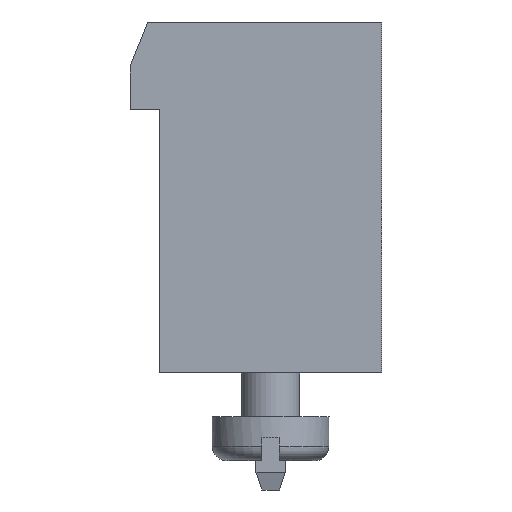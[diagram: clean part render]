
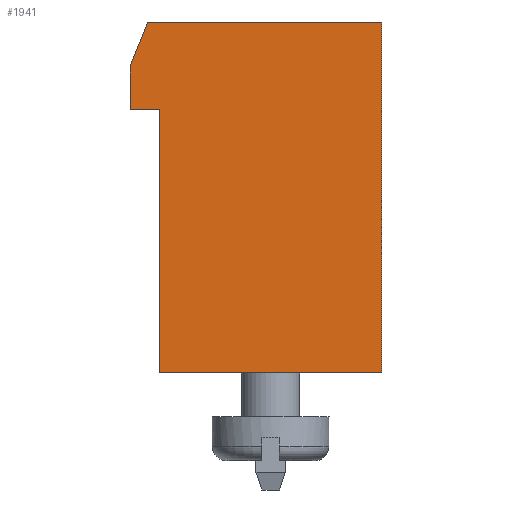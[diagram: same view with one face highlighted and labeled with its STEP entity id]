
A CAD part, left-side view. The second image highlights one B-rep face of the part: STEP entity #1941.
In plain terms, the highlighted planar face has unit normal (-1, 0, 0).
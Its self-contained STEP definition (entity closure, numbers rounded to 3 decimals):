
#22 = VERTEX_POINT('',#23);
#23 = CARTESIAN_POINT('',(-7.5,3.8,9.));
#32 = PLANE('',#33);
#33 = AXIS2_PLACEMENT_3D('',#34,#35,#36);
#34 = CARTESIAN_POINT('',(-7.5,3.8,9.));
#35 = DIRECTION('',(0.,1.,0.));
#36 = DIRECTION('',(0.,0.,-1.));
#44 = PLANE('',#45);
#45 = AXIS2_PLACEMENT_3D('',#46,#47,#48);
#46 = CARTESIAN_POINT('',(-7.5,4.8,9.));
#47 = DIRECTION('',(0.,0.,-1.));
#48 = DIRECTION('',(0.,-1.,0.));
#85 = VERTEX_POINT('',#86);
#86 = CARTESIAN_POINT('',(-7.5,3.8,0.));
#100 = PLANE('',#101);
#101 = AXIS2_PLACEMENT_3D('',#102,#103,#104);
#102 = CARTESIAN_POINT('',(-7.5,3.8,0.));
#103 = DIRECTION('',(0.,0.,-1.));
#104 = DIRECTION('',(0.,-1.,0.));
#112 = EDGE_CURVE('',#22,#85,#113,.T.);
#113 = SURFACE_CURVE('',#114,(#118,#125),.PCURVE_S1.);
#114 = LINE('',#115,#116);
#115 = CARTESIAN_POINT('',(-7.5,3.8,9.));
#116 = VECTOR('',#117,1.);
#117 = DIRECTION('',(0.,0.,-1.));
#118 = PCURVE('',#32,#119);
#119 = DEFINITIONAL_REPRESENTATION('',(#120),#124);
#120 = LINE('',#121,#122);
#121 = CARTESIAN_POINT('',(0.,0.));
#122 = VECTOR('',#123,1.);
#123 = DIRECTION('',(1.,0.));
#124 = ( GEOMETRIC_REPRESENTATION_CONTEXT(2)
PARAMETRIC_REPRESENTATION_CONTEXT() REPRESENTATION_CONTEXT('2D SPACE',''
) );
#125 = PCURVE('',#126,#131);
#126 = PLANE('',#127);
#127 = AXIS2_PLACEMENT_3D('',#128,#129,#130);
#128 = CARTESIAN_POINT('',(-7.5,3.8,0.));
#129 = DIRECTION('',(1.,0.,0.));
#130 = DIRECTION('',(0.,0.,1.));
#131 = DEFINITIONAL_REPRESENTATION('',(#132),#136);
#132 = LINE('',#133,#134);
#133 = CARTESIAN_POINT('',(9.,0.));
#134 = VECTOR('',#135,1.);
#135 = DIRECTION('',(-1.,0.));
#136 = ( GEOMETRIC_REPRESENTATION_CONTEXT(2)
PARAMETRIC_REPRESENTATION_CONTEXT() REPRESENTATION_CONTEXT('2D SPACE',''
) );
#142 = VERTEX_POINT('',#143);
#143 = CARTESIAN_POINT('',(-7.5,4.8,9.));
#159 = PLANE('',#160);
#160 = AXIS2_PLACEMENT_3D('',#161,#162,#163);
#161 = CARTESIAN_POINT('',(-7.5,4.8,10.5));
#162 = DIRECTION('',(0.,1.,0.));
#163 = DIRECTION('',(0.,0.,-1.));
#193 = EDGE_CURVE('',#142,#22,#194,.T.);
#194 = SURFACE_CURVE('',#195,(#199,#206),.PCURVE_S1.);
#195 = LINE('',#196,#197);
#196 = CARTESIAN_POINT('',(-7.5,4.8,9.));
#197 = VECTOR('',#198,1.);
#198 = DIRECTION('',(0.,-1.,0.));
#199 = PCURVE('',#44,#200);
#200 = DEFINITIONAL_REPRESENTATION('',(#201),#205);
#201 = LINE('',#202,#203);
#202 = CARTESIAN_POINT('',(0.,0.));
#203 = VECTOR('',#204,1.);
#204 = DIRECTION('',(1.,0.));
#205 = ( GEOMETRIC_REPRESENTATION_CONTEXT(2)
PARAMETRIC_REPRESENTATION_CONTEXT() REPRESENTATION_CONTEXT('2D SPACE',''
) );
#206 = PCURVE('',#126,#207);
#207 = DEFINITIONAL_REPRESENTATION('',(#208),#212);
#208 = LINE('',#209,#210);
#209 = CARTESIAN_POINT('',(9.,-1.));
#210 = VECTOR('',#211,1.);
#211 = DIRECTION('',(0.,1.));
#212 = ( GEOMETRIC_REPRESENTATION_CONTEXT(2)
PARAMETRIC_REPRESENTATION_CONTEXT() REPRESENTATION_CONTEXT('2D SPACE',''
) );
#242 = VERTEX_POINT('',#243);
#243 = CARTESIAN_POINT('',(-7.5,-3.8,0.));
#257 = PLANE('',#258);
#258 = AXIS2_PLACEMENT_3D('',#259,#260,#261);
#259 = CARTESIAN_POINT('',(-7.5,-3.8,0.));
#260 = DIRECTION('',(0.,-1.,0.));
#261 = DIRECTION('',(0.,0.,1.));
#269 = EDGE_CURVE('',#85,#242,#270,.T.);
#270 = SURFACE_CURVE('',#271,(#275,#282),.PCURVE_S1.);
#271 = LINE('',#272,#273);
#272 = CARTESIAN_POINT('',(-7.5,3.8,0.));
#273 = VECTOR('',#274,1.);
#274 = DIRECTION('',(0.,-1.,0.));
#275 = PCURVE('',#100,#276);
#276 = DEFINITIONAL_REPRESENTATION('',(#277),#281);
#277 = LINE('',#278,#279);
#278 = CARTESIAN_POINT('',(0.,0.));
#279 = VECTOR('',#280,1.);
#280 = DIRECTION('',(1.,0.));
#281 = ( GEOMETRIC_REPRESENTATION_CONTEXT(2)
PARAMETRIC_REPRESENTATION_CONTEXT() REPRESENTATION_CONTEXT('2D SPACE',''
) );
#282 = PCURVE('',#126,#283);
#283 = DEFINITIONAL_REPRESENTATION('',(#284),#288);
#284 = LINE('',#285,#286);
#285 = CARTESIAN_POINT('',(0.,0.));
#286 = VECTOR('',#287,1.);
#287 = DIRECTION('',(0.,1.));
#288 = ( GEOMETRIC_REPRESENTATION_CONTEXT(2)
PARAMETRIC_REPRESENTATION_CONTEXT() REPRESENTATION_CONTEXT('2D SPACE',''
) );
#1941 = ADVANCED_FACE('',(#1942),#126,.F.);
#1942 = FACE_BOUND('',#1943,.T.);
#1943 = EDGE_LOOP('',(#1944,#1945,#1968,#1996,#2024,#2045,#2046));
#1944 = ORIENTED_EDGE('',*,*,#269,.T.);
#1945 = ORIENTED_EDGE('',*,*,#1946,.T.);
#1946 = EDGE_CURVE('',#242,#1947,#1949,.T.);
#1947 = VERTEX_POINT('',#1948);
#1948 = CARTESIAN_POINT('',(-7.5,-3.8,12.));
#1949 = SURFACE_CURVE('',#1950,(#1954,#1961),.PCURVE_S1.);
#1950 = LINE('',#1951,#1952);
#1951 = CARTESIAN_POINT('',(-7.5,-3.8,0.));
#1952 = VECTOR('',#1953,1.);
#1953 = DIRECTION('',(0.,0.,1.));
#1954 = PCURVE('',#126,#1955);
#1955 = DEFINITIONAL_REPRESENTATION('',(#1956),#1960);
#1956 = LINE('',#1957,#1958);
#1957 = CARTESIAN_POINT('',(0.,7.6));
#1958 = VECTOR('',#1959,1.);
#1959 = DIRECTION('',(1.,0.));
#1960 = ( GEOMETRIC_REPRESENTATION_CONTEXT(2)
PARAMETRIC_REPRESENTATION_CONTEXT() REPRESENTATION_CONTEXT('2D SPACE',''
) );
#1961 = PCURVE('',#257,#1962);
#1962 = DEFINITIONAL_REPRESENTATION('',(#1963),#1967);
#1963 = LINE('',#1964,#1965);
#1964 = CARTESIAN_POINT('',(0.,0.));
#1965 = VECTOR('',#1966,1.);
#1966 = DIRECTION('',(1.,0.));
#1967 = ( GEOMETRIC_REPRESENTATION_CONTEXT(2)
PARAMETRIC_REPRESENTATION_CONTEXT() REPRESENTATION_CONTEXT('2D SPACE',''
) );
#1968 = ORIENTED_EDGE('',*,*,#1969,.T.);
#1969 = EDGE_CURVE('',#1947,#1970,#1972,.T.);
#1970 = VERTEX_POINT('',#1971);
#1971 = CARTESIAN_POINT('',(-7.5,4.2,12.));
#1972 = SURFACE_CURVE('',#1973,(#1977,#1984),.PCURVE_S1.);
#1973 = LINE('',#1974,#1975);
#1974 = CARTESIAN_POINT('',(-7.5,-3.8,12.));
#1975 = VECTOR('',#1976,1.);
#1976 = DIRECTION('',(0.,1.,0.));
#1977 = PCURVE('',#126,#1978);
#1978 = DEFINITIONAL_REPRESENTATION('',(#1979),#1983);
#1979 = LINE('',#1980,#1981);
#1980 = CARTESIAN_POINT('',(12.,7.6));
#1981 = VECTOR('',#1982,1.);
#1982 = DIRECTION('',(0.,-1.));
#1983 = ( GEOMETRIC_REPRESENTATION_CONTEXT(2)
PARAMETRIC_REPRESENTATION_CONTEXT() REPRESENTATION_CONTEXT('2D SPACE',''
) );
#1984 = PCURVE('',#1985,#1990);
#1985 = PLANE('',#1986);
#1986 = AXIS2_PLACEMENT_3D('',#1987,#1988,#1989);
#1987 = CARTESIAN_POINT('',(-7.5,-3.8,12.));
#1988 = DIRECTION('',(0.,0.,1.));
#1989 = DIRECTION('',(0.,1.,0.));
#1990 = DEFINITIONAL_REPRESENTATION('',(#1991),#1995);
#1991 = LINE('',#1992,#1993);
#1992 = CARTESIAN_POINT('',(0.,0.));
#1993 = VECTOR('',#1994,1.);
#1994 = DIRECTION('',(1.,0.));
#1995 = ( GEOMETRIC_REPRESENTATION_CONTEXT(2)
PARAMETRIC_REPRESENTATION_CONTEXT() REPRESENTATION_CONTEXT('2D SPACE',''
) );
#1996 = ORIENTED_EDGE('',*,*,#1997,.T.);
#1997 = EDGE_CURVE('',#1970,#1998,#2000,.T.);
#1998 = VERTEX_POINT('',#1999);
#1999 = CARTESIAN_POINT('',(-7.5,4.8,10.5));
#2000 = SURFACE_CURVE('',#2001,(#2005,#2012),.PCURVE_S1.);
#2001 = LINE('',#2002,#2003);
#2002 = CARTESIAN_POINT('',(-7.5,4.2,12.));
#2003 = VECTOR('',#2004,1.);
#2004 = DIRECTION('',(0.,0.371,-0.928));
#2005 = PCURVE('',#126,#2006);
#2006 = DEFINITIONAL_REPRESENTATION('',(#2007),#2011);
#2007 = LINE('',#2008,#2009);
#2008 = CARTESIAN_POINT('',(12.,-0.4));
#2009 = VECTOR('',#2010,1.);
#2010 = DIRECTION('',(-0.928,-0.371));
#2011 = ( GEOMETRIC_REPRESENTATION_CONTEXT(2)
PARAMETRIC_REPRESENTATION_CONTEXT() REPRESENTATION_CONTEXT('2D SPACE',''
) );
#2012 = PCURVE('',#2013,#2018);
#2013 = PLANE('',#2014);
#2014 = AXIS2_PLACEMENT_3D('',#2015,#2016,#2017);
#2015 = CARTESIAN_POINT('',(-7.5,4.2,12.));
#2016 = DIRECTION('',(0.,0.928,0.371));
#2017 = DIRECTION('',(0.,0.371,-0.928));
#2018 = DEFINITIONAL_REPRESENTATION('',(#2019),#2023);
#2019 = LINE('',#2020,#2021);
#2020 = CARTESIAN_POINT('',(0.,0.));
#2021 = VECTOR('',#2022,1.);
#2022 = DIRECTION('',(1.,0.));
#2023 = ( GEOMETRIC_REPRESENTATION_CONTEXT(2)
PARAMETRIC_REPRESENTATION_CONTEXT() REPRESENTATION_CONTEXT('2D SPACE',''
) );
#2024 = ORIENTED_EDGE('',*,*,#2025,.T.);
#2025 = EDGE_CURVE('',#1998,#142,#2026,.T.);
#2026 = SURFACE_CURVE('',#2027,(#2031,#2038),.PCURVE_S1.);
#2027 = LINE('',#2028,#2029);
#2028 = CARTESIAN_POINT('',(-7.5,4.8,10.5));
#2029 = VECTOR('',#2030,1.);
#2030 = DIRECTION('',(0.,0.,-1.));
#2031 = PCURVE('',#126,#2032);
#2032 = DEFINITIONAL_REPRESENTATION('',(#2033),#2037);
#2033 = LINE('',#2034,#2035);
#2034 = CARTESIAN_POINT('',(10.5,-1.));
#2035 = VECTOR('',#2036,1.);
#2036 = DIRECTION('',(-1.,0.));
#2037 = ( GEOMETRIC_REPRESENTATION_CONTEXT(2)
PARAMETRIC_REPRESENTATION_CONTEXT() REPRESENTATION_CONTEXT('2D SPACE',''
) );
#2038 = PCURVE('',#159,#2039);
#2039 = DEFINITIONAL_REPRESENTATION('',(#2040),#2044);
#2040 = LINE('',#2041,#2042);
#2041 = CARTESIAN_POINT('',(0.,0.));
#2042 = VECTOR('',#2043,1.);
#2043 = DIRECTION('',(1.,0.));
#2044 = ( GEOMETRIC_REPRESENTATION_CONTEXT(2)
PARAMETRIC_REPRESENTATION_CONTEXT() REPRESENTATION_CONTEXT('2D SPACE',''
) );
#2045 = ORIENTED_EDGE('',*,*,#193,.T.);
#2046 = ORIENTED_EDGE('',*,*,#112,.T.);
